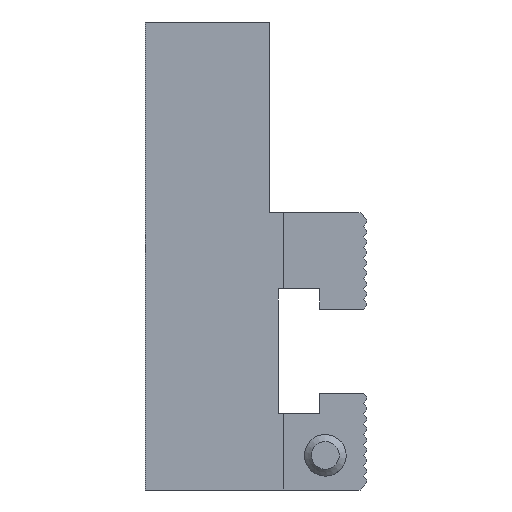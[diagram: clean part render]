
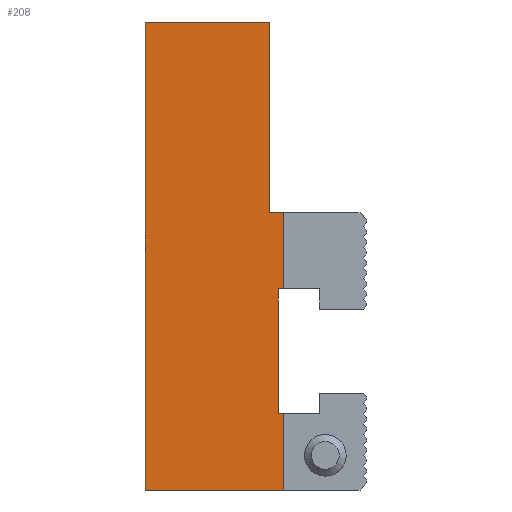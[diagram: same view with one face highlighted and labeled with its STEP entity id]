
A CAD part, front view. The second image highlights one B-rep face of the part: STEP entity #208.
In plain terms, the highlighted planar face has unit normal (0, -1, 0).
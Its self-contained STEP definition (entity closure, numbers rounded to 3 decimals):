
#208=ADVANCED_FACE('',(#510),#376,.T.);
#376=PLANE('',#3220);
#510=FACE_OUTER_BOUND('',#659,.T.);
#659=EDGE_LOOP('',(#909,#910,#911,#912,#913,#914,#915,#916,#917,#918));
#909=ORIENTED_EDGE('',*,*,#2101,.F.);
#910=ORIENTED_EDGE('',*,*,#2102,.F.);
#911=ORIENTED_EDGE('',*,*,#2103,.F.);
#912=ORIENTED_EDGE('',*,*,#2104,.F.);
#913=ORIENTED_EDGE('',*,*,#2105,.F.);
#914=ORIENTED_EDGE('',*,*,#2106,.F.);
#915=ORIENTED_EDGE('',*,*,#2107,.F.);
#916=ORIENTED_EDGE('',*,*,#2108,.F.);
#917=ORIENTED_EDGE('',*,*,#2109,.F.);
#918=ORIENTED_EDGE('',*,*,#2110,.F.);
#1799=VERTEX_POINT('',#4388);
#1800=VERTEX_POINT('',#4389);
#1801=VERTEX_POINT('',#4391);
#1802=VERTEX_POINT('',#4393);
#1803=VERTEX_POINT('',#4395);
#1804=VERTEX_POINT('',#4397);
#1805=VERTEX_POINT('',#4399);
#1806=VERTEX_POINT('',#4401);
#1807=VERTEX_POINT('',#4403);
#1808=VERTEX_POINT('',#4405);
#2101=EDGE_CURVE('',#1799,#1800,#2548,.T.);
#2102=EDGE_CURVE('',#1801,#1799,#2549,.T.);
#2103=EDGE_CURVE('',#1802,#1801,#2550,.T.);
#2104=EDGE_CURVE('',#1803,#1802,#2551,.T.);
#2105=EDGE_CURVE('',#1804,#1803,#2552,.T.);
#2106=EDGE_CURVE('',#1805,#1804,#2553,.T.);
#2107=EDGE_CURVE('',#1806,#1805,#2554,.T.);
#2108=EDGE_CURVE('',#1807,#1806,#2555,.T.);
#2109=EDGE_CURVE('',#1808,#1807,#2556,.T.);
#2110=EDGE_CURVE('',#1800,#1808,#2557,.T.);
#2548=LINE('',#4387,#2914);
#2549=LINE('',#4390,#2915);
#2550=LINE('',#4392,#2916);
#2551=LINE('',#4394,#2917);
#2552=LINE('',#4396,#2918);
#2553=LINE('',#4398,#2919);
#2554=LINE('',#4400,#2920);
#2555=LINE('',#4402,#2921);
#2556=LINE('',#4404,#2922);
#2557=LINE('',#4406,#2923);
#2914=VECTOR('',#3537,1.);
#2915=VECTOR('',#3538,1.);
#2916=VECTOR('',#3539,1.);
#2917=VECTOR('',#3540,1.);
#2918=VECTOR('',#3541,1.);
#2919=VECTOR('',#3542,1.);
#2920=VECTOR('',#3543,1.);
#2921=VECTOR('',#3544,1.);
#2922=VECTOR('',#3545,1.);
#2923=VECTOR('',#3546,1.);
#3220=AXIS2_PLACEMENT_3D('',#4407,#3547,#3548);
#3537=DIRECTION('',(0.,0.,-1.));
#3538=DIRECTION('',(1.,0.,0.));
#3539=DIRECTION('',(0.,0.,-1.));
#3540=DIRECTION('',(1.,0.,0.));
#3541=DIRECTION('',(0.,0.,1.));
#3542=DIRECTION('',(-1.,0.,0.));
#3543=DIRECTION('',(0.,0.,-1.));
#3544=DIRECTION('',(1.,0.,0.));
#3545=DIRECTION('',(0.,0.,-1.));
#3546=DIRECTION('',(-1.,0.,0.));
#3547=DIRECTION('',(0.,-1.,0.));
#3548=DIRECTION('',(0.,0.,1.));
#4387=CARTESIAN_POINT('',(-11.825,-25.,50.));
#4388=CARTESIAN_POINT('',(-11.825,-25.,20.));
#4389=CARTESIAN_POINT('',(-11.825,-25.,9.));
#4390=CARTESIAN_POINT('',(-13.825,-25.,20.));
#4391=CARTESIAN_POINT('',(-13.825,-25.,20.));
#4392=CARTESIAN_POINT('',(-13.825,-25.,47.5));
#4393=CARTESIAN_POINT('',(-13.825,-25.,47.5));
#4394=CARTESIAN_POINT('',(-31.825,-25.,47.5));
#4395=CARTESIAN_POINT('',(-31.825,-25.,47.5));
#4396=CARTESIAN_POINT('',(-31.825,-25.,-20.));
#4397=CARTESIAN_POINT('',(-31.825,-25.,-20.));
#4398=CARTESIAN_POINT('',(0.175,-25.,-20.));
#4399=CARTESIAN_POINT('',(-11.825,-25.,-20.));
#4400=CARTESIAN_POINT('',(-11.825,-25.,50.));
#4401=CARTESIAN_POINT('',(-11.825,-25.,-9.));
#4402=CARTESIAN_POINT('',(-12.625,-25.,-9.));
#4403=CARTESIAN_POINT('',(-12.625,-25.,-9.));
#4404=CARTESIAN_POINT('',(-12.625,-25.,9.));
#4405=CARTESIAN_POINT('',(-12.625,-25.,9.));
#4406=CARTESIAN_POINT('',(-6.625,-25.,9.));
#4407=CARTESIAN_POINT('',(-31.825,-25.,6.1));
